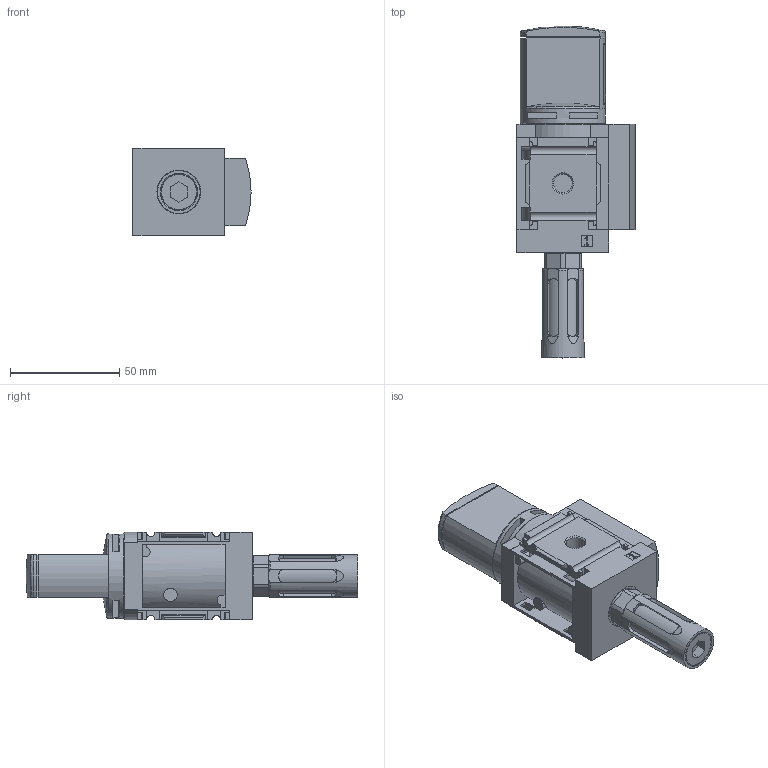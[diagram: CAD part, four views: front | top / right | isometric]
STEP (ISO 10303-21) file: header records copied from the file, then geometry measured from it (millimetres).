
FILE_DESCRIPTION(/* description */ ('STEP AP214'),/* implementation_level */ '2;1');
FILE_NAME(/* name */ '541263_MS4-EM1-1_8-S',/* time_stamp */ '2024-09-09T15:54:18+02:00',/* author */ ('License CC BY-ND 4.0'),/* organization */ ('CADENAS'),/* preprocessor_version */ 'ST-DEVELOPER v19.3',/* originating_system */ 'PARTsolutions',/* authorisation */ ' ');
FILE_SCHEMA (('AUTOMOTIVE_DESIGN {1 0 10303 214 3 1 1}'));
Length unit declared in the file: millimetre
Products named in the file (3): 541263 MS4-EM1-1/8-S; 541266 MS4-EM1-1/8-S-0D; 6842 U-1/4-B
Assembly tree (2 placements, depth 2):
  541263 MS4-EM1-1/8-S
    541266 MS4-EM1-1/8-S-0D
    6842 U-1/4-B
Bounding box: 54 x 151.7 x 40.2 mm (x, y, z)
Volume: 146485.5 mm3; surface area: 29448.4 mm2
Topology: 2 solids, 2 shells, 421 faces, 1163 edges, 763 vertices
Faces by surface type: plane 304, cylinder 91, cone 12, torus 11, sphere 3
Full cylindrical faces by diameter (mm): 5.8 x1, 6.1 x1, 7.8 x1, 8.566 x2, 9.8 x1, 11.445 x1, 13.157 x1, 17 x1, 19.5 x1, 20 x1, 38.8 x1
Entity records: 16308 total; most frequent: CARTESIAN_POINT 2619, ORIENTED_EDGE 2254, DIRECTION 2144, EDGE_CURVE 1127, LINE 816, VECTOR 816, VERTEX_POINT 755, AXIS2_PLACEMENT_3D 664
